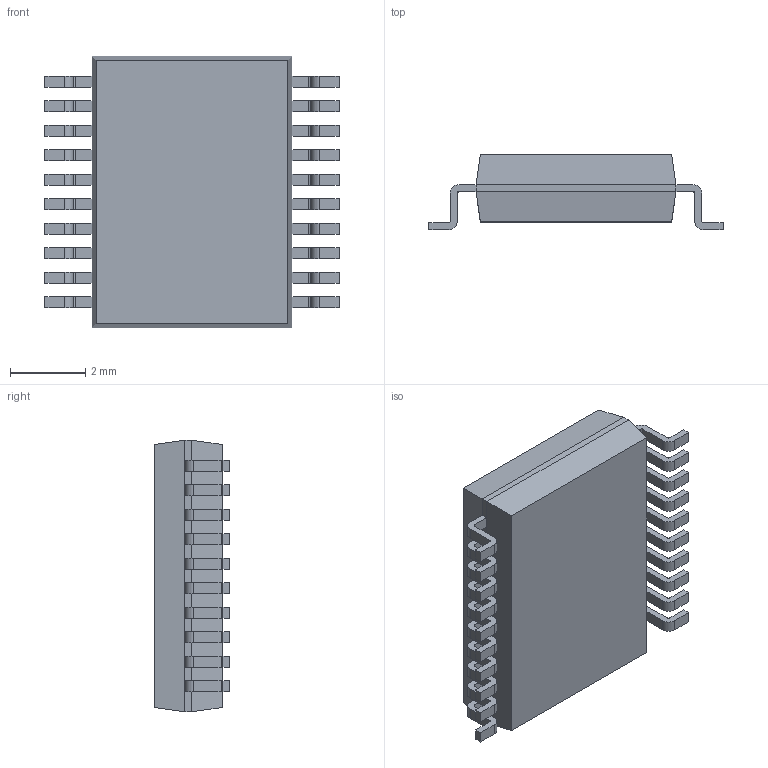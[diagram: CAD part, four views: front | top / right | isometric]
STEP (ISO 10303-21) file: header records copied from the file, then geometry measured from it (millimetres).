
FILE_DESCRIPTION (( 'STEP AP214' ), '1' );
FILE_NAME ('PIC16F527T-I_SS.STEP', '2020-12-18T11:45:40', ( '' ), ( '' ), 'SwSTEP 2.0', 'SolidWorks 2018', '' );
FILE_SCHEMA (( 'AUTOMOTIVE_DESIGN' ));
Length unit declared in the file: millimetre
Products named in the file (1): PIC16F527T-I_SS
Bounding box: 7.8 x 2 x 7.2 mm (x, y, z)
Volume: 68.7 mm3; surface area: 158.6 mm2
Topology: 21 solids, 21 shells, 294 faces, 748 edges, 496 vertices
Faces by surface type: plane 214, cylinder 80
Entity records: 9042 total; most frequent: CARTESIAN_POINT 1539, DIRECTION 1498, ORIENTED_EDGE 1496, EDGE_CURVE 748, VECTOR 588, LINE 588, VERTEX_POINT 496, AXIS2_PLACEMENT_3D 455
